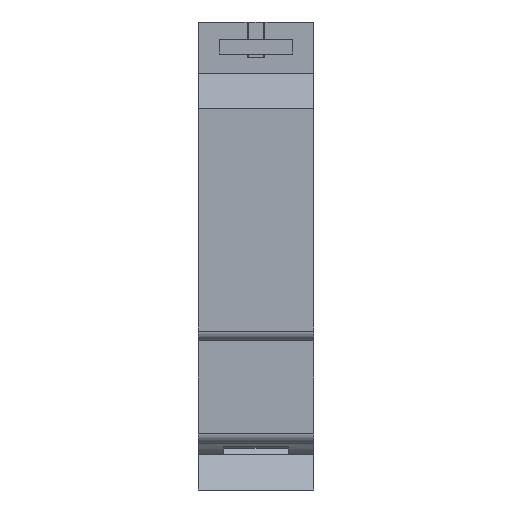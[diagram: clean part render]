
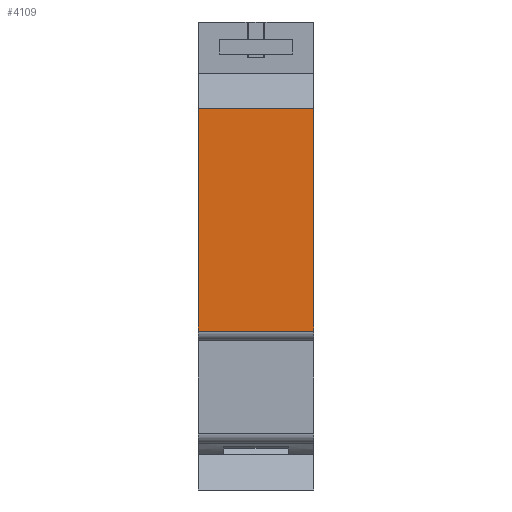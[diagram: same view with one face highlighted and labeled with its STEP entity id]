
A CAD part, front view. The second image highlights one B-rep face of the part: STEP entity #4109.
In plain terms, the highlighted planar face has unit normal (0, -1, 0).
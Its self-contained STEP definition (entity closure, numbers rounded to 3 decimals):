
#277 = CARTESIAN_POINT ( 'NONE',  ( 9., -40.5, 32.85 ) ) ;
#396 = EDGE_CURVE ( 'NONE', #715, #6705, #5948, .T. ) ;
#400 = CARTESIAN_POINT ( 'NONE',  ( -9., -40.5, -15.35 ) ) ;
#493 = CARTESIAN_POINT ( 'NONE',  ( -9., -40.5, -16.85 ) ) ;
#715 = VERTEX_POINT ( 'NONE', #6389 ) ;
#803 = VERTEX_POINT ( 'NONE', #1062 ) ;
#1041 = VERTEX_POINT ( 'NONE', #4488 ) ;
#1062 = CARTESIAN_POINT ( 'NONE',  ( 9., -40.5, 19.355 ) ) ;
#1076 = CARTESIAN_POINT ( 'NONE',  ( -9., -40.5, -15.35 ) ) ;
#1522 = EDGE_CURVE ( 'NONE', #715, #803, #3063, .T. ) ;
#1841 = CARTESIAN_POINT ( 'NONE',  ( -9., -40.5, -16.85 ) ) ;
#1936 = DIRECTION ( 'NONE',  ( 1., 0., 0. ) ) ;
#2486 = ORIENTED_EDGE ( 'NONE', *, *, #1522, .F. ) ;
#2733 = VECTOR ( 'NONE', #1936, 1000. ) ;
#2741 = AXIS2_PLACEMENT_3D ( 'NONE', #493, #5194, #6701 ) ;
#3063 = LINE ( 'NONE', #4988, #2733 ) ;
#3307 = FACE_OUTER_BOUND ( 'NONE', #4458, .T. ) ;
#3638 = VECTOR ( 'NONE', #6206, 1000. ) ;
#3646 = EDGE_CURVE ( 'NONE', #1041, #6705, #4040, .T. ) ;
#3902 = EDGE_CURVE ( 'NONE', #803, #1041, #5752, .T. ) ;
#3906 = VECTOR ( 'NONE', #6533, 1000. ) ;
#3948 = DIRECTION ( 'NONE',  ( 0., 0., -1. ) ) ;
#4040 = LINE ( 'NONE', #400, #3638 ) ;
#4109 = ADVANCED_FACE ( 'NONE', ( #3307 ), #6683, .T. ) ;
#4458 = EDGE_LOOP ( 'NONE', ( #5507, #2486, #5092, #6703 ) ) ;
#4488 = CARTESIAN_POINT ( 'NONE',  ( 9., -40.5, -15.35 ) ) ;
#4988 = CARTESIAN_POINT ( 'NONE',  ( -9., -40.5, 19.355 ) ) ;
#5092 = ORIENTED_EDGE ( 'NONE', *, *, #396, .T. ) ;
#5184 = VECTOR ( 'NONE', #3948, 1000. ) ;
#5194 = DIRECTION ( 'NONE',  ( 0., -1., 0. ) ) ;
#5507 = ORIENTED_EDGE ( 'NONE', *, *, #3902, .F. ) ;
#5752 = LINE ( 'NONE', #277, #5184 ) ;
#5948 = LINE ( 'NONE', #1841, #3906 ) ;
#6206 = DIRECTION ( 'NONE',  ( -1., 0., 0. ) ) ;
#6389 = CARTESIAN_POINT ( 'NONE',  ( -9., -40.5, 19.355 ) ) ;
#6533 = DIRECTION ( 'NONE',  ( 0., 0., -1. ) ) ;
#6683 = PLANE ( 'NONE',  #2741 ) ;
#6701 = DIRECTION ( 'NONE',  ( 0., 0., -1. ) ) ;
#6703 = ORIENTED_EDGE ( 'NONE', *, *, #3646, .F. ) ;
#6705 = VERTEX_POINT ( 'NONE', #1076 ) ;
